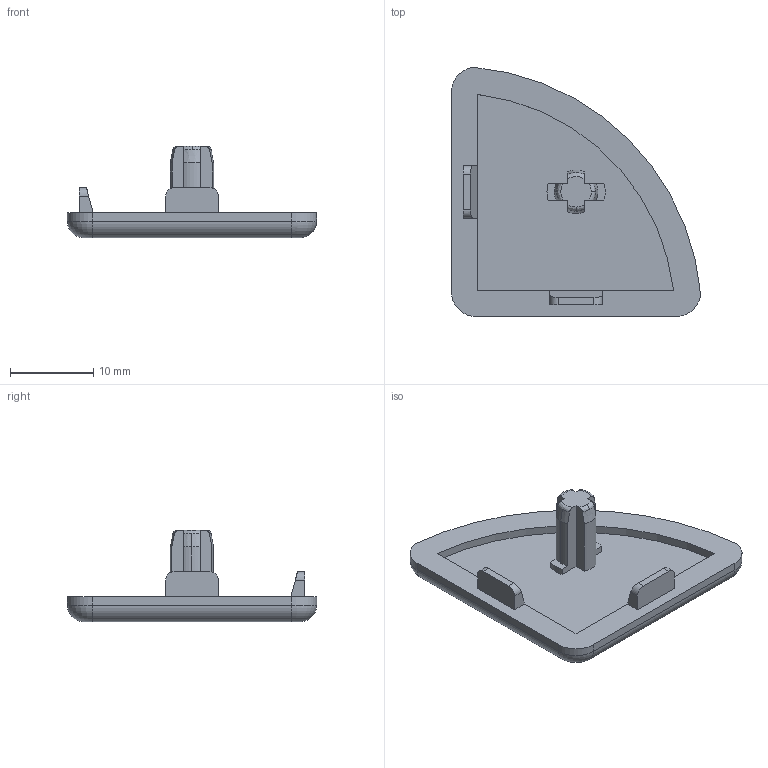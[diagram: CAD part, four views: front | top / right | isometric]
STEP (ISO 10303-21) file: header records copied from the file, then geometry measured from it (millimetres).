
FILE_DESCRIPTION (( 'STEP AP214' ), '1' );
FILE_NAME ('BASE06E1314-Embout 6 R30-90°, gris.step', '2023-03-24T09:40:43', ( 'Altae' ), ( '' ), 'SwSTEP 2.0', 'SolidWorks 2021', '' );
FILE_SCHEMA (( 'AUTOMOTIVE_DESIGN' ));
Length unit declared in the file: millimetre
Products named in the file (1): BASE06E1314-Embout 6 R30-90°, gris
Bounding box: 29.99 x 29.99 x 11 mm (x, y, z)
Volume: 1815.7 mm3; surface area: 1966.4 mm2
Topology: 1 solids, 1 shells, 62 faces, 163 edges, 105 vertices
Faces by surface type: plane 28, cylinder 19, bspline 7, cone 5, torus 3
Entity records: 2134 total; most frequent: CARTESIAN_POINT 622, ORIENTED_EDGE 326, DIRECTION 292, EDGE_CURVE 163, VERTEX_POINT 105, AXIS2_PLACEMENT_3D 102, LINE 88, VECTOR 88
